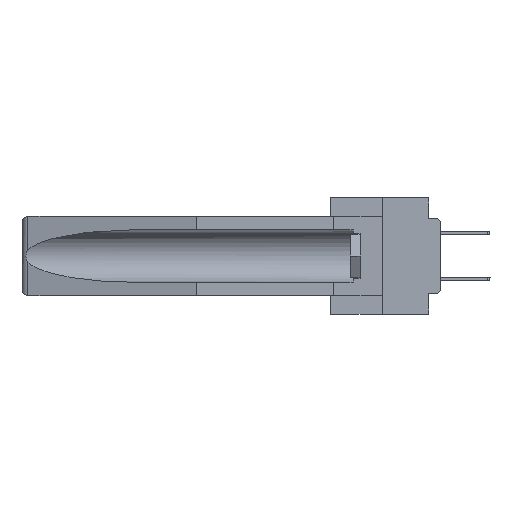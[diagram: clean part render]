
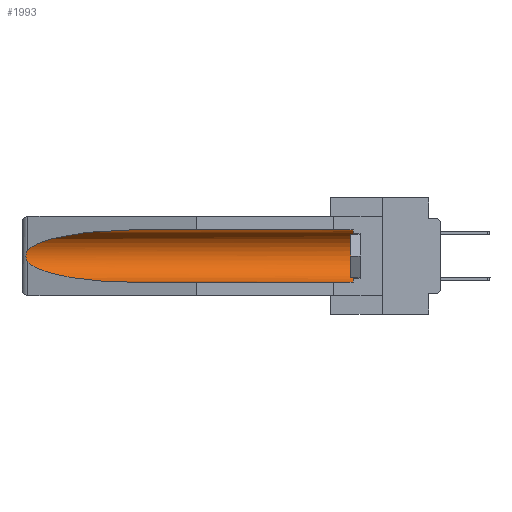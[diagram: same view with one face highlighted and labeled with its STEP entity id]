
A CAD part, left-side view. The second image highlights one B-rep face of the part: STEP entity #1993.
In plain terms, the highlighted cylindrical face has radius 2.857 mm (diameter 5.715 mm), a partial arc.
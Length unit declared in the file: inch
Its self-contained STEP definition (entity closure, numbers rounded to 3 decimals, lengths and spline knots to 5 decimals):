
#14 = VERTEX_POINT ( 'NONE', #14020 ) ;
#1074 = LINE ( 'NONE', #31886, #21247 ) ;
#1892 = AXIS2_PLACEMENT_3D ( 'NONE', #30907, #18419, #6360 ) ;
#1993 = ADVANCED_FACE ( 'NONE', ( #21852 ), #13716, .F. ) ;
#2091 = ORIENTED_EDGE ( 'NONE', *, *, #30924, .T. ) ;
#2777 = CARTESIAN_POINT ( 'NONE',  ( 0.2675, 1.53308, -0.17534 ) ) ;
#3070 = CARTESIAN_POINT ( 'NONE',  ( 0.155, 0.126, -0.1715 ) ) ;
#4628 = CARTESIAN_POINT ( 'NONE',  ( 0.26537, 1.52718, -0.14972 ) ) ;
#4827 = EDGE_CURVE ( 'NONE', #5730, #14, #6621, .T. ) ;
#4853 = DIRECTION ( 'NONE',  ( 0., 1., 0. ) ) ;
#4934 = CARTESIAN_POINT ( 'NONE',  ( 0.26654, 1.53092, -0.15636 ) ) ;
#5136 = CARTESIAN_POINT ( 'NONE',  ( 0.2675, 1.53308, -0.16763 ) ) ;
#5252 = CARTESIAN_POINT ( 'NONE',  ( 0.26655, 1.53094, -0.18657 ) ) ;
#5623 = ORIENTED_EDGE ( 'NONE', *, *, #20481, .F. ) ;
#5730 = VERTEX_POINT ( 'NONE', #30880 ) ;
#6113 = CARTESIAN_POINT ( 'NONE',  ( 0.25451, 1.48313, -0.09465 ) ) ;
#6198 = CARTESIAN_POINT ( 'NONE',  ( 0.155, -0.30754, -0.284 ) ) ;
#6360 = DIRECTION ( 'NONE',  ( 0., 0., 1. ) ) ;
#6621 =( BOUNDED_CURVE ( )  B_SPLINE_CURVE ( 3, ( #22413, #7526, #12430, #12536 ),
 .UNSPECIFIED., .F., .F. ) 
 B_SPLINE_CURVE_WITH_KNOTS ( ( 4, 4 ),
 ( 0.1948, 1.5708 ),
 .UNSPECIFIED. ) 
 CURVE ( )  GEOMETRIC_REPRESENTATION_ITEM ( )  RATIONAL_B_SPLINE_CURVE ( ( 1., 0.848, 0.848, 1. ) ) 
 REPRESENTATION_ITEM ( '' )  );
#7526 = CARTESIAN_POINT ( 'NONE',  ( 0.25451, 1.48313, -0.24835 ) ) ;
#9082 = DIRECTION ( 'NONE',  ( 0., 1., 0. ) ) ;
#9867 = VERTEX_POINT ( 'NONE', #20485 ) ;
#10321 = VERTEX_POINT ( 'NONE', #24947 ) ;
#11004 = EDGE_CURVE ( 'NONE', #19111, #9867, #16899, .T. ) ;
#11209 = CARTESIAN_POINT ( 'NONE',  ( 0.155, 1.07973, -0.059 ) ) ;
#11446 = CIRCLE ( 'NONE', #14834, 0.1125 ) ;
#12430 = CARTESIAN_POINT ( 'NONE',  ( 0.21114, 1.30732, -0.284 ) ) ;
#12536 = CARTESIAN_POINT ( 'NONE',  ( 0.155, 1.07973, -0.284 ) ) ;
#12545 = CARTESIAN_POINT ( 'NONE',  ( 0.2673, 1.5327, -0.16383 ) ) ;
#12651 = CARTESIAN_POINT ( 'NONE',  ( 0.2673, 1.53269, -0.17917 ) ) ;
#13366 = ORIENTED_EDGE ( 'NONE', *, *, #31518, .T. ) ;
#13469 = B_SPLINE_CURVE_WITH_KNOTS ( 'NONE', 3,
 ( #4628, #27208, #4934, #12545, #5136, #2777, #12651, #5252, #22741, #27832 ),
 .UNSPECIFIED., .F., .F.,
 ( 4, 2, 2, 2, 4 ),
 ( 0., 0.00029, 0.00058, 0.00087, 0.00117 ),
 .UNSPECIFIED. ) ;
#13716 = CYLINDRICAL_SURFACE ( 'NONE', #1892, 0.1125 ) ;
#14020 = CARTESIAN_POINT ( 'NONE',  ( 0.155, 1.07973, -0.284 ) ) ;
#14834 = AXIS2_PLACEMENT_3D ( 'NONE', #3070, #17716, #22725 ) ;
#16899 =( BOUNDED_CURVE ( )  B_SPLINE_CURVE ( 3, ( #20989, #18485, #6113, #26018 ),
 .UNSPECIFIED., .F., .F. ) 
 B_SPLINE_CURVE_WITH_KNOTS ( ( 4, 4 ),
 ( 4.71239, 6.08839 ),
 .UNSPECIFIED. ) 
 CURVE ( )  GEOMETRIC_REPRESENTATION_ITEM ( )  RATIONAL_B_SPLINE_CURVE ( ( 1., 0.848, 0.848, 1. ) ) 
 REPRESENTATION_ITEM ( '' )  );
#17327 = ORIENTED_EDGE ( 'NONE', *, *, #11004, .T. ) ;
#17716 = DIRECTION ( 'NONE',  ( 0., -1., 0. ) ) ;
#18266 = ORIENTED_EDGE ( 'NONE', *, *, #23952, .T. ) ;
#18419 = DIRECTION ( 'NONE',  ( 0., 1., 0. ) ) ;
#18485 = CARTESIAN_POINT ( 'NONE',  ( 0.21114, 1.30732, -0.059 ) ) ;
#19111 = VERTEX_POINT ( 'NONE', #11209 ) ;
#19951 = EDGE_LOOP ( 'NONE', ( #17327, #13366, #20058, #5623, #18266, #2091 ) ) ;
#20058 = ORIENTED_EDGE ( 'NONE', *, *, #4827, .T. ) ;
#20481 = EDGE_CURVE ( 'NONE', #10321, #14, #31378, .T. ) ;
#20485 = CARTESIAN_POINT ( 'NONE',  ( 0.26537, 1.52718, -0.14972 ) ) ;
#20989 = CARTESIAN_POINT ( 'NONE',  ( 0.155, 1.07973, -0.059 ) ) ;
#21247 = VECTOR ( 'NONE', #4853, 39.37008 ) ;
#21852 = FACE_OUTER_BOUND ( 'NONE', #19951, .T. ) ;
#22413 = CARTESIAN_POINT ( 'NONE',  ( 0.26537, 1.52718, -0.19328 ) ) ;
#22725 = DIRECTION ( 'NONE',  ( 0., 0., 1. ) ) ;
#22741 = CARTESIAN_POINT ( 'NONE',  ( 0.26597, 1.5296, -0.19026 ) ) ;
#23952 = EDGE_CURVE ( 'NONE', #10321, #30126, #11446, .T. ) ;
#24947 = CARTESIAN_POINT ( 'NONE',  ( 0.155, 0.126, -0.284 ) ) ;
#25096 = CARTESIAN_POINT ( 'NONE',  ( 0.155, 0.126, -0.059 ) ) ;
#26018 = CARTESIAN_POINT ( 'NONE',  ( 0.26537, 1.52718, -0.14972 ) ) ;
#27208 = CARTESIAN_POINT ( 'NONE',  ( 0.26597, 1.52961, -0.15275 ) ) ;
#27832 = CARTESIAN_POINT ( 'NONE',  ( 0.26537, 1.52718, -0.19328 ) ) ;
#30126 = VERTEX_POINT ( 'NONE', #25096 ) ;
#30880 = CARTESIAN_POINT ( 'NONE',  ( 0.26537, 1.52718, -0.19328 ) ) ;
#30907 = CARTESIAN_POINT ( 'NONE',  ( 0.155, -0.30754, -0.1715 ) ) ;
#30924 = EDGE_CURVE ( 'NONE', #30126, #19111, #1074, .T. ) ;
#31001 = VECTOR ( 'NONE', #9082, 39.37008 ) ;
#31378 = LINE ( 'NONE', #6198, #31001 ) ;
#31518 = EDGE_CURVE ( 'NONE', #9867, #5730, #13469, .T. ) ;
#31886 = CARTESIAN_POINT ( 'NONE',  ( 0.155, -0.30754, -0.059 ) ) ;
